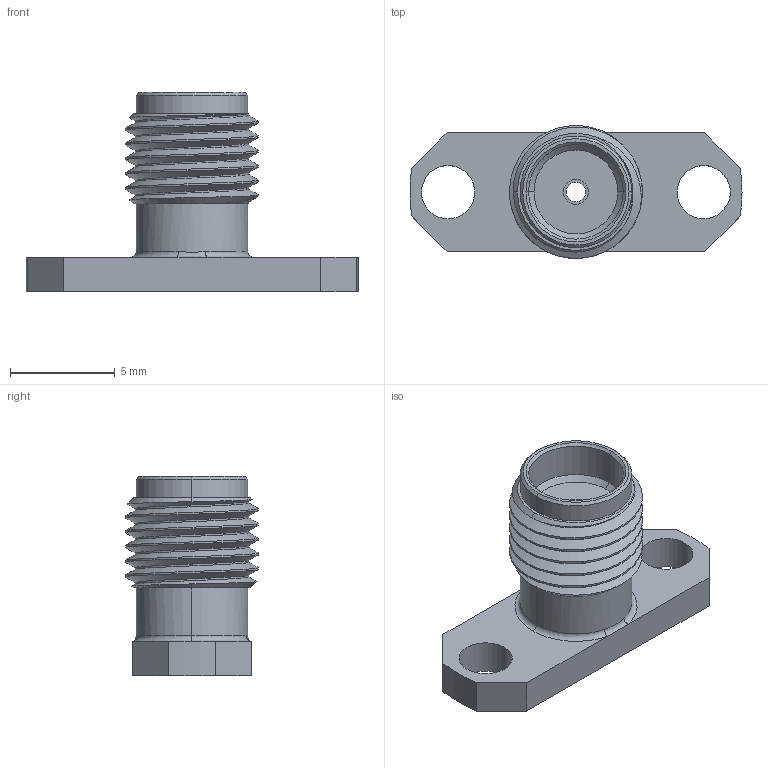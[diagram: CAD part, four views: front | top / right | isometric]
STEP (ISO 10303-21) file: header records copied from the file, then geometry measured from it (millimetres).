
FILE_DESCRIPTION (( 'STEP AP203' ), '1' );
FILE_NAME ('PE44024.step', '2018-07-25T19:30:40', ( '' ), ( '' ), 'SwSTEP 2.0', 'SolidWorks 2017', '' );
FILE_SCHEMA (( 'CONFIG_CONTROL_DESIGN' ));
Length unit declared in the file: inch
Products named in the file (1): PE44024
Bounding box: 15.87 x 6.34 x 9.53 mm (x, y, z)
Volume: 279.8 mm3; surface area: 621.1 mm2
Topology: 4 solids, 4 shells, 87 faces, 206 edges, 133 vertices
Faces by surface type: cylinder 45, plane 22, cone 12, bspline 5, torus 3
Entity records: 3698 total; most frequent: CARTESIAN_POINT 1626, DIRECTION 422, ORIENTED_EDGE 412, EDGE_CURVE 206, AXIS2_PLACEMENT_3D 173, VERTEX_POINT 133, EDGE_LOOP 105, CIRCLE 90
